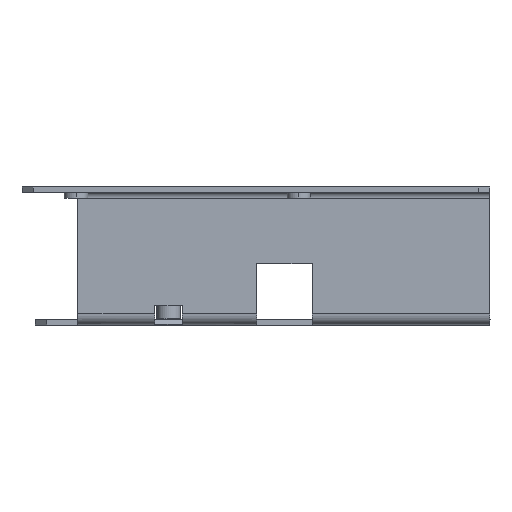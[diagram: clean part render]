
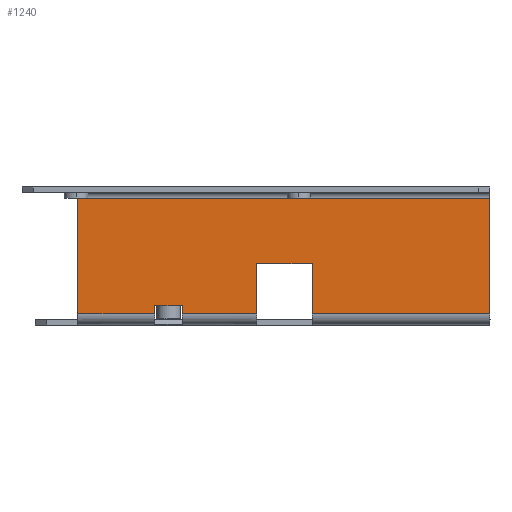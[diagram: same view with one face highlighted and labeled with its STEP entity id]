
A CAD part, left-side view. The second image highlights one B-rep face of the part: STEP entity #1240.
In plain terms, the highlighted planar face has unit normal (-1, 0, 0).
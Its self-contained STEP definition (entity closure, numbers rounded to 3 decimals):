
#42 = CARTESIAN_POINT ( 'NONE',  ( -60.724, -33.777, 13.521 ) ) ;
#96 = DIRECTION ( 'NONE',  ( 0., -1., 0. ) ) ;
#115 = CARTESIAN_POINT ( 'NONE',  ( -60.724, 3.272, 4.521 ) ) ;
#116 = LINE ( 'NONE', #1652, #630 ) ;
#148 = EDGE_CURVE ( 'NONE', #553, #275, #116, .T. ) ;
#153 = VECTOR ( 'NONE', #1850, 1000. ) ;
#163 = CARTESIAN_POINT ( 'NONE',  ( -60.724, -70.728, 4.521 ) ) ;
#193 = LINE ( 'NONE', #42, #1376 ) ;
#213 = VECTOR ( 'NONE', #1201, 1000. ) ;
#275 = VERTEX_POINT ( 'NONE', #593 ) ;
#279 = LINE ( 'NONE', #1629, #213 ) ;
#297 = VERTEX_POINT ( 'NONE', #2131 ) ;
#362 = VECTOR ( 'NONE', #569, 1000. ) ;
#389 = ORIENTED_EDGE ( 'NONE', *, *, #2140, .T. ) ;
#457 = LINE ( 'NONE', #2745, #2727 ) ;
#501 = DIRECTION ( 'NONE',  ( 0., 0., -1. ) ) ;
#507 = CARTESIAN_POINT ( 'NONE',  ( -60.724, -33.777, 14.902 ) ) ;
#512 = CARTESIAN_POINT ( 'NONE',  ( -60.724, -28.827, 14.902 ) ) ;
#553 = VERTEX_POINT ( 'NONE', #1573 ) ;
#563 = DIRECTION ( 'NONE',  ( 0., 1., 0. ) ) ;
#569 = DIRECTION ( 'NONE',  ( 0., 0., 1. ) ) ;
#585 = VECTOR ( 'NONE', #2775, 1000. ) ;
#593 = CARTESIAN_POINT ( 'NONE',  ( -60.724, -70.728, 25.321 ) ) ;
#629 = ORIENTED_EDGE ( 'NONE', *, *, #919, .F. ) ;
#630 = VECTOR ( 'NONE', #96, 1000. ) ;
#667 = EDGE_CURVE ( 'NONE', #1144, #2651, #2124, .T. ) ;
#708 = CARTESIAN_POINT ( 'NONE',  ( -60.724, -15.528, 5.977 ) ) ;
#724 = LINE ( 'NONE', #512, #153 ) ;
#733 = DIRECTION ( 'NONE',  ( 1., 0., 0. ) ) ;
#793 = CARTESIAN_POINT ( 'NONE',  ( -60.724, -15.528, 4.521 ) ) ;
#805 = ORIENTED_EDGE ( 'NONE', *, *, #2177, .T. ) ;
#845 = VECTOR ( 'NONE', #1165, 1000. ) ;
#850 = ORIENTED_EDGE ( 'NONE', *, *, #1820, .F. ) ;
#868 = EDGE_CURVE ( 'NONE', #275, #877, #457, .T. ) ;
#877 = VERTEX_POINT ( 'NONE', #163 ) ;
#887 = CARTESIAN_POINT ( 'NONE',  ( -60.724, -38.827, 4.521 ) ) ;
#919 = EDGE_CURVE ( 'NONE', #1557, #297, #2091, .T. ) ;
#1050 = CARTESIAN_POINT ( 'NONE',  ( -60.724, -28.827, 13.521 ) ) ;
#1052 = CARTESIAN_POINT ( 'NONE',  ( -60.724, -38.827, 14.902 ) ) ;
#1073 = EDGE_CURVE ( 'NONE', #1526, #1371, #1159, .T. ) ;
#1144 = VERTEX_POINT ( 'NONE', #793 ) ;
#1151 = CARTESIAN_POINT ( 'NONE',  ( -60.724, -33.777, 4.521 ) ) ;
#1158 = ORIENTED_EDGE ( 'NONE', *, *, #1779, .F. ) ;
#1159 = LINE ( 'NONE', #1896, #2826 ) ;
#1165 = DIRECTION ( 'NONE',  ( 0., 1., 0. ) ) ;
#1173 = LINE ( 'NONE', #1913, #585 ) ;
#1184 = PLANE ( 'NONE',  #2078 ) ;
#1201 = DIRECTION ( 'NONE',  ( 0., 1., 0. ) ) ;
#1226 = ORIENTED_EDGE ( 'NONE', *, *, #148, .F. ) ;
#1240 = ADVANCED_FACE ( 'NONE', ( #2111 ), #1184, .F. ) ;
#1371 = VERTEX_POINT ( 'NONE', #115 ) ;
#1376 = VECTOR ( 'NONE', #1377, 1000. ) ;
#1377 = DIRECTION ( 'NONE',  ( 0., -1., 0. ) ) ;
#1387 = VECTOR ( 'NONE', #501, 1000. ) ;
#1417 = ORIENTED_EDGE ( 'NONE', *, *, #1713, .T. ) ;
#1439 = LINE ( 'NONE', #1151, #845 ) ;
#1464 = CARTESIAN_POINT ( 'NONE',  ( -60.724, -15.528, 5.977 ) ) ;
#1479 = CARTESIAN_POINT ( 'NONE',  ( -60.724, -10.528, 5.977 ) ) ;
#1526 = VERTEX_POINT ( 'NONE', #2640 ) ;
#1557 = VERTEX_POINT ( 'NONE', #887 ) ;
#1573 = CARTESIAN_POINT ( 'NONE',  ( -60.724, 3.272, 25.321 ) ) ;
#1629 = CARTESIAN_POINT ( 'NONE',  ( -60.724, -33.777, 4.521 ) ) ;
#1652 = CARTESIAN_POINT ( 'NONE',  ( -60.724, -33.777, 25.321 ) ) ;
#1701 = VECTOR ( 'NONE', #1705, 1000. ) ;
#1705 = DIRECTION ( 'NONE',  ( 0., 0., -1. ) ) ;
#1713 = EDGE_CURVE ( 'NONE', #1877, #297, #193, .T. ) ;
#1779 = EDGE_CURVE ( 'NONE', #2651, #2504, #1173, .T. ) ;
#1820 = EDGE_CURVE ( 'NONE', #2504, #1526, #2839, .T. ) ;
#1850 = DIRECTION ( 'NONE',  ( 0., 0., 1. ) ) ;
#1877 = VERTEX_POINT ( 'NONE', #1050 ) ;
#1896 = CARTESIAN_POINT ( 'NONE',  ( -60.724, -33.777, 4.521 ) ) ;
#1913 = CARTESIAN_POINT ( 'NONE',  ( -60.724, -15.528, 5.977 ) ) ;
#1950 = VERTEX_POINT ( 'NONE', #2269 ) ;
#1973 = LINE ( 'NONE', #2044, #1387 ) ;
#1995 = ORIENTED_EDGE ( 'NONE', *, *, #2456, .F. ) ;
#2044 = CARTESIAN_POINT ( 'NONE',  ( -60.724, 3.272, 14.902 ) ) ;
#2078 = AXIS2_PLACEMENT_3D ( 'NONE', #507, #733, #2266 ) ;
#2091 = LINE ( 'NONE', #1052, #2653 ) ;
#2111 = FACE_OUTER_BOUND ( 'NONE', #2802, .T. ) ;
#2124 = LINE ( 'NONE', #1464, #362 ) ;
#2131 = CARTESIAN_POINT ( 'NONE',  ( -60.724, -38.827, 13.521 ) ) ;
#2140 = EDGE_CURVE ( 'NONE', #553, #1371, #1973, .T. ) ;
#2141 = ORIENTED_EDGE ( 'NONE', *, *, #868, .F. ) ;
#2151 = ORIENTED_EDGE ( 'NONE', *, *, #2654, .F. ) ;
#2177 = EDGE_CURVE ( 'NONE', #1950, #1877, #724, .T. ) ;
#2266 = DIRECTION ( 'NONE',  ( 0., 0., -1. ) ) ;
#2269 = CARTESIAN_POINT ( 'NONE',  ( -60.724, -28.827, 4.521 ) ) ;
#2370 = ORIENTED_EDGE ( 'NONE', *, *, #1073, .F. ) ;
#2456 = EDGE_CURVE ( 'NONE', #1950, #1144, #279, .T. ) ;
#2504 = VERTEX_POINT ( 'NONE', #2729 ) ;
#2566 = DIRECTION ( 'NONE',  ( 0., 0., 1. ) ) ;
#2640 = CARTESIAN_POINT ( 'NONE',  ( -60.724, -10.528, 4.521 ) ) ;
#2651 = VERTEX_POINT ( 'NONE', #708 ) ;
#2653 = VECTOR ( 'NONE', #2566, 1000. ) ;
#2654 = EDGE_CURVE ( 'NONE', #877, #1557, #1439, .T. ) ;
#2727 = VECTOR ( 'NONE', #2786, 1000. ) ;
#2729 = CARTESIAN_POINT ( 'NONE',  ( -60.724, -10.528, 5.977 ) ) ;
#2745 = CARTESIAN_POINT ( 'NONE',  ( -60.724, -70.728, 14.902 ) ) ;
#2775 = DIRECTION ( 'NONE',  ( 0., 1., 0. ) ) ;
#2786 = DIRECTION ( 'NONE',  ( 0., 0., -1. ) ) ;
#2789 = ORIENTED_EDGE ( 'NONE', *, *, #667, .F. ) ;
#2802 = EDGE_LOOP ( 'NONE', ( #1158, #2789, #1995, #805, #1417, #629, #2151, #2141, #1226, #389, #2370, #850 ) ) ;
#2826 = VECTOR ( 'NONE', #563, 1000. ) ;
#2839 = LINE ( 'NONE', #1479, #1701 ) ;
